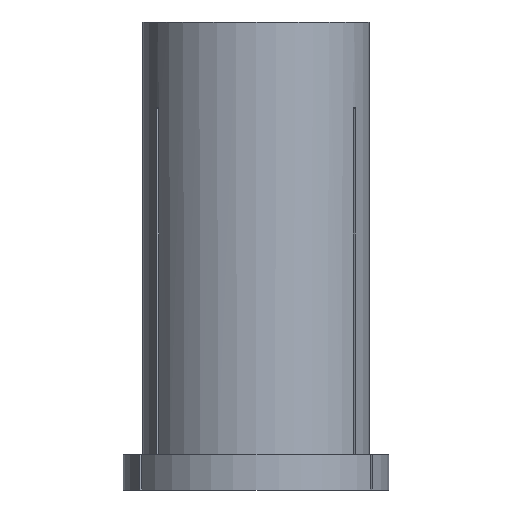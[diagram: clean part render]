
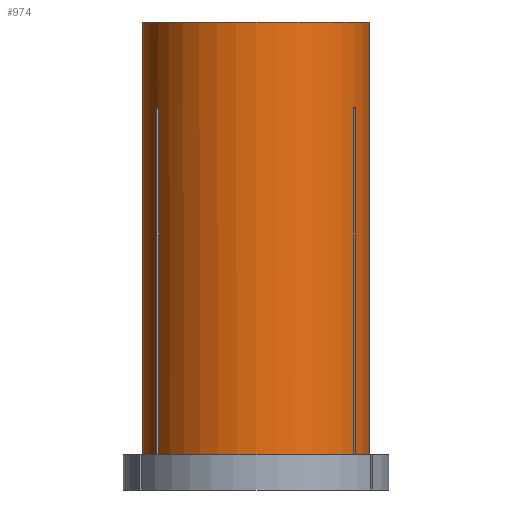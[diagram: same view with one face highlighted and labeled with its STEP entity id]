
A CAD part, front view. The second image highlights one B-rep face of the part: STEP entity #974.
In plain terms, the highlighted cylindrical face has radius 16 mm (diameter 32 mm), a partial arc.
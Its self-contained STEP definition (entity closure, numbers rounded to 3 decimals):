
#1 = CIRCLE ( 'NONE', #493, 16. ) ;
#2 = LINE ( 'NONE', #139, #879 ) ;
#29 = CARTESIAN_POINT ( 'NONE',  ( 16., 0., 0. ) ) ;
#40 = AXIS2_PLACEMENT_3D ( 'NONE', #747, #1365, #498 ) ;
#42 = VECTOR ( 'NONE', #208, 1000. ) ;
#57 = LINE ( 'NONE', #317, #42 ) ;
#79 = ORIENTED_EDGE ( 'NONE', *, *, #1026, .F. ) ;
#80 = DIRECTION ( 'NONE',  ( 1., 0., 0. ) ) ;
#91 = CARTESIAN_POINT ( 'NONE',  ( -16., 0., -61. ) ) ;
#94 = EDGE_CURVE ( 'NONE', #1364, #1371, #381, .T. ) ;
#101 = ORIENTED_EDGE ( 'NONE', *, *, #1040, .F. ) ;
#104 = CARTESIAN_POINT ( 'NONE',  ( 13.755, -8.173, -12.084 ) ) ;
#118 = FACE_OUTER_BOUND ( 'NONE', #910, .T. ) ;
#131 = DIRECTION ( 'NONE',  ( 0., 0., 1. ) ) ;
#138 = EDGE_CURVE ( 'NONE', #677, #749, #411, .T. ) ;
#139 = CARTESIAN_POINT ( 'NONE',  ( -16., 0., 0. ) ) ;
#153 = VECTOR ( 'NONE', #450, 1000. ) ;
#177 = VECTOR ( 'NONE', #321, 1000. ) ;
#192 = CIRCLE ( 'NONE', #1048, 16. ) ;
#202 = CARTESIAN_POINT ( 'NONE',  ( -16., 0., 0. ) ) ;
#206 = CARTESIAN_POINT ( 'NONE',  ( 13.704, -8.258, -12.085 ) ) ;
#208 = DIRECTION ( 'NONE',  ( 0., 0., 1. ) ) ;
#213 = CARTESIAN_POINT ( 'NONE',  ( -13.956, -7.826, -12.084 ) ) ;
#217 = DIRECTION ( 'NONE',  ( 0., 0., 1. ) ) ;
#234 = CARTESIAN_POINT ( 'NONE',  ( 13.857, -8.001, -12.083 ) ) ;
#239 = CARTESIAN_POINT ( 'NONE',  ( -14.004, -7.739, -12.085 ) ) ;
#244 = CARTESIAN_POINT ( 'NONE',  ( 0., 0., -61. ) ) ;
#249 = DIRECTION ( 'NONE',  ( 1., 0., 0. ) ) ;
#250 = CARTESIAN_POINT ( 'NONE',  ( 0., 0., -61. ) ) ;
#288 = CARTESIAN_POINT ( 'NONE',  ( -13.806, -8.087, -12.083 ) ) ;
#296 = EDGE_CURVE ( 'NONE', #593, #1052, #192, .T. ) ;
#301 = DIRECTION ( 'NONE',  ( 0., 0., 1. ) ) ;
#313 = CARTESIAN_POINT ( 'NONE',  ( 0., 0., -61. ) ) ;
#317 = CARTESIAN_POINT ( 'NONE',  ( 16., 0., 0. ) ) ;
#321 = DIRECTION ( 'NONE',  ( 0., 0., 1. ) ) ;
#357 = CARTESIAN_POINT ( 'NONE',  ( -14.004, -7.739, -61. ) ) ;
#365 = CARTESIAN_POINT ( 'NONE',  ( 13.955, -7.827, -12.084 ) ) ;
#381 = CIRCLE ( 'NONE', #990, 16. ) ;
#405 = VERTEX_POINT ( 'NONE', #202 ) ;
#411 = B_SPLINE_CURVE_WITH_KNOTS ( 'NONE', 3,
 ( #206, #104, #234, #365, #1227 ),
 .UNSPECIFIED., .F., .F.,
 ( 4, 1, 4 ),
 ( 0.09, 0.09, 0.09 ),
 .UNSPECIFIED. ) ;
#450 = DIRECTION ( 'NONE',  ( 0., 0., 1. ) ) ;
#451 = CARTESIAN_POINT ( 'NONE',  ( 14.004, -7.739, -12.085 ) ) ;
#472 = ORIENTED_EDGE ( 'NONE', *, *, #296, .T. ) ;
#493 = AXIS2_PLACEMENT_3D ( 'NONE', #244, #217, #249 ) ;
#498 = DIRECTION ( 'NONE',  ( 1., 0., 0. ) ) ;
#500 = EDGE_CURVE ( 'NONE', #1371, #859, #57, .T. ) ;
#547 = EDGE_CURVE ( 'NONE', #802, #842, #1, .T. ) ;
#557 = B_SPLINE_CURVE_WITH_KNOTS ( 'NONE', 3,
 ( #239, #213, #650, #288, #1496, #755 ),
 .UNSPECIFIED., .F., .F.,
 ( 4, 2, 4 ),
 ( 0.081, 0.082, 0.082 ),
 .UNSPECIFIED. ) ;
#572 = CARTESIAN_POINT ( 'NONE',  ( 14.004, -7.739, -61. ) ) ;
#593 = VERTEX_POINT ( 'NONE', #91 ) ;
#636 = VERTEX_POINT ( 'NONE', #721 ) ;
#650 = CARTESIAN_POINT ( 'NONE',  ( -13.906, -7.914, -12.083 ) ) ;
#656 = EDGE_CURVE ( 'NONE', #1364, #749, #1240, .T. ) ;
#660 = VERTEX_POINT ( 'NONE', #1196 ) ;
#677 = VERTEX_POINT ( 'NONE', #1157 ) ;
#682 = CIRCLE ( 'NONE', #869, 16. ) ;
#687 = ORIENTED_EDGE ( 'NONE', *, *, #1201, .F. ) ;
#698 = LINE ( 'NONE', #1077, #809 ) ;
#715 = EDGE_CURVE ( 'NONE', #842, #677, #1000, .T. ) ;
#721 = CARTESIAN_POINT ( 'NONE',  ( -14.004, -7.739, -12.085 ) ) ;
#747 = CARTESIAN_POINT ( 'NONE',  ( 0., 0., 0. ) ) ;
#749 = VERTEX_POINT ( 'NONE', #451 ) ;
#755 = CARTESIAN_POINT ( 'NONE',  ( -13.704, -8.258, -12.085 ) ) ;
#792 = CARTESIAN_POINT ( 'NONE',  ( 16., 0., -61. ) ) ;
#802 = VERTEX_POINT ( 'NONE', #1322 ) ;
#809 = VECTOR ( 'NONE', #1202, 1000. ) ;
#832 = ORIENTED_EDGE ( 'NONE', *, *, #500, .T. ) ;
#837 = DIRECTION ( 'NONE',  ( 1., 0., 0. ) ) ;
#842 = VERTEX_POINT ( 'NONE', #1074 ) ;
#845 = ORIENTED_EDGE ( 'NONE', *, *, #656, .F. ) ;
#859 = VERTEX_POINT ( 'NONE', #29 ) ;
#869 = AXIS2_PLACEMENT_3D ( 'NONE', #887, #1380, #80 ) ;
#870 = EDGE_CURVE ( 'NONE', #636, #660, #557, .T. ) ;
#879 = VECTOR ( 'NONE', #131, 1000. ) ;
#887 = CARTESIAN_POINT ( 'NONE',  ( 0., 0., 0. ) ) ;
#910 = EDGE_LOOP ( 'NONE', ( #101, #472, #1507, #1136, #79, #983, #1288, #1195, #845, #1083, #832, #687 ) ) ;
#946 = EDGE_CURVE ( 'NONE', #1052, #636, #1159, .T. ) ;
#949 = CARTESIAN_POINT ( 'NONE',  ( 13.704, -8.258, 0. ) ) ;
#973 = CARTESIAN_POINT ( 'NONE',  ( 14.004, -7.739, 0. ) ) ;
#974 = ADVANCED_FACE ( 'NONE', ( #118 ), #1273, .T. ) ;
#983 = ORIENTED_EDGE ( 'NONE', *, *, #547, .T. ) ;
#990 = AXIS2_PLACEMENT_3D ( 'NONE', #250, #301, #837 ) ;
#1000 = LINE ( 'NONE', #949, #177 ) ;
#1012 = VECTOR ( 'NONE', #1147, 1000. ) ;
#1026 = EDGE_CURVE ( 'NONE', #802, #660, #698, .T. ) ;
#1040 = EDGE_CURVE ( 'NONE', #593, #405, #2, .T. ) ;
#1048 = AXIS2_PLACEMENT_3D ( 'NONE', #313, #1247, #1512 ) ;
#1052 = VERTEX_POINT ( 'NONE', #357 ) ;
#1074 = CARTESIAN_POINT ( 'NONE',  ( 13.704, -8.258, -61. ) ) ;
#1077 = CARTESIAN_POINT ( 'NONE',  ( -13.704, -8.258, 0. ) ) ;
#1083 = ORIENTED_EDGE ( 'NONE', *, *, #94, .T. ) ;
#1136 = ORIENTED_EDGE ( 'NONE', *, *, #870, .T. ) ;
#1147 = DIRECTION ( 'NONE',  ( 0., 0., 1. ) ) ;
#1156 = CARTESIAN_POINT ( 'NONE',  ( -14.004, -7.739, 0. ) ) ;
#1157 = CARTESIAN_POINT ( 'NONE',  ( 13.704, -8.258, -12.085 ) ) ;
#1159 = LINE ( 'NONE', #1156, #153 ) ;
#1195 = ORIENTED_EDGE ( 'NONE', *, *, #138, .T. ) ;
#1196 = CARTESIAN_POINT ( 'NONE',  ( -13.704, -8.258, -12.085 ) ) ;
#1201 = EDGE_CURVE ( 'NONE', #405, #859, #682, .T. ) ;
#1202 = DIRECTION ( 'NONE',  ( 0., 0., 1. ) ) ;
#1227 = CARTESIAN_POINT ( 'NONE',  ( 14.004, -7.739, -12.085 ) ) ;
#1240 = LINE ( 'NONE', #973, #1012 ) ;
#1247 = DIRECTION ( 'NONE',  ( 0., 0., 1. ) ) ;
#1273 = CYLINDRICAL_SURFACE ( 'NONE', #40, 16. ) ;
#1288 = ORIENTED_EDGE ( 'NONE', *, *, #715, .T. ) ;
#1322 = CARTESIAN_POINT ( 'NONE',  ( -13.704, -8.258, -61. ) ) ;
#1364 = VERTEX_POINT ( 'NONE', #572 ) ;
#1365 = DIRECTION ( 'NONE',  ( 0., 0., 1. ) ) ;
#1371 = VERTEX_POINT ( 'NONE', #792 ) ;
#1380 = DIRECTION ( 'NONE',  ( 0., 0., 1. ) ) ;
#1496 = CARTESIAN_POINT ( 'NONE',  ( -13.755, -8.173, -12.084 ) ) ;
#1507 = ORIENTED_EDGE ( 'NONE', *, *, #946, .T. ) ;
#1512 = DIRECTION ( 'NONE',  ( 1., 0., 0. ) ) ;
